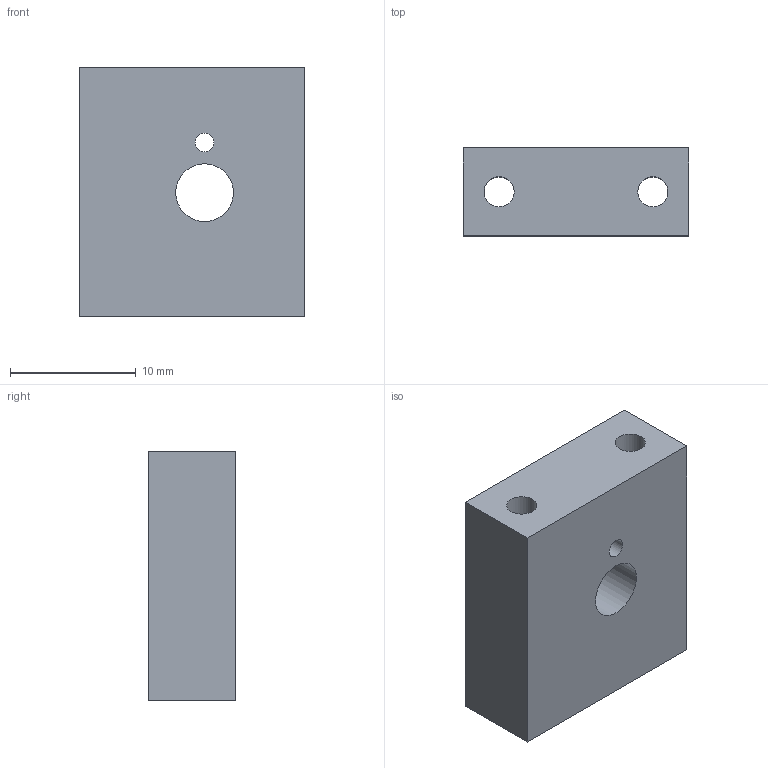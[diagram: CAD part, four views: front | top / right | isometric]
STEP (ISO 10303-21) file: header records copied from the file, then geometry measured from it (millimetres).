
FILE_DESCRIPTION(/* description */ ('STEP AP214'),/* implementation_level */ '2;1');
FILE_NAME(/* name */ 'cnc_pg7_,mother_mount_insert.step',/* time_stamp */ '2025-11-02T20:21:07-05:00',/* author */ (''),/* organization */ (''),/* preprocessor_version */ 'ST-DEVELOPER v20.1',/* originating_system */ 'Autodesk Translation Framework v14.17.0.0',/* authorisation */ '');
FILE_SCHEMA (('AUTOMOTIVE_DESIGN { 1 0 10303 214 3 1 1 }'));
Length unit declared in the file: millimetre
Products named in the file (2): A Drive Frame Upper print; CNC_PG7_Mount
Assembly tree (1 placements, depth 2):
  A Drive Frame Upper print
    CNC_PG7_Mount
Bounding box: 18 x 7 x 19.9 mm (x, y, z)
Volume: 2198.6 mm3; surface area: 1626.4 mm2
Topology: 1 solids, 1 shells, 10 faces, 24 edges, 16 vertices
Faces by surface type: plane 6, cylinder 4
Full cylindrical faces by diameter (mm): 1.5 x1, 2.4 x2, 4.6 x1
Entity records: 372 total; most frequent: DIRECTION 58, CARTESIAN_POINT 53, ORIENTED_EDGE 48, EDGE_CURVE 24, AXIS2_PLACEMENT_3D 21, EDGE_LOOP 18, LINE 16, VECTOR 16
